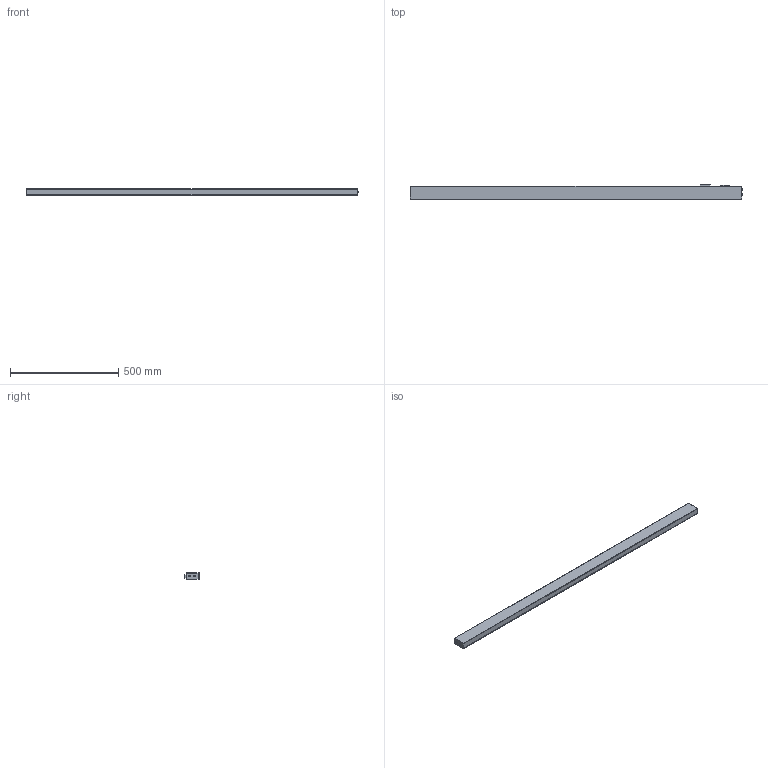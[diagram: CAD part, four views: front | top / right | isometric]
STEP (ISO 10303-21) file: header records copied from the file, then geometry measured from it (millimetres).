
FILE_DESCRIPTION(/* description */ (''),/* implementation_level */ '2;1');
FILE_NAME(/* name */ '147-SLED-3-BG-...-O',/* time_stamp */ '2017-05-24T08:28:03+02:00',/* author */ (''),/* organization */ (''),/* preprocessor_version */ 'ST-DEVELOPER v15.7',/* originating_system */ 'HiCAD 2015 2002.1 Build 408',/* authorisation */ '');
FILE_SCHEMA (('AUTOMOTIVE_DESIGN { 1 0 10303 214 1 1 1 1 }'));
Length unit declared in the file: millimetre
Products named in the file (10): Root; Baugruppe_Balkenleuchte; QUADER_3; Baugruppe_Baugruppe; TRANSLATIONSTEIL_0; TRANSLATIONSTEIL_1; TRANSLATIONSTEIL_2; PRISMA_0; PRISMA_1; QUADER_0
Assembly tree (9 placements, depth 5):
  Root
    Baugruppe_Balkenleuchte
      QUADER_3
      Baugruppe_Baugruppe
        TRANSLATIONSTEIL_0
          TRANSLATIONSTEIL_1
          TRANSLATIONSTEIL_2
          PRISMA_0
          PRISMA_1
      QUADER_0
Bounding box: 1537 x 65.6 x 30 mm (x, y, z)
Volume: 2684548.8 mm3; surface area: 291422.7 mm2
Topology: 12 solids, 12 shells, 176 faces, 389 edges, 258 vertices
Faces by surface type: plane 85, cylinder 72, cone 12, torus 7
Full cylindrical faces by diameter (mm): 1 x5, 2.5 x2, 3 x2, 3.3 x10, 3.6 x2, 4 x10, 8 x2, 9 x4
Entity records: 7838 total; most frequent: DIRECTION 845, CARTESIAN_POINT 741, PRESENTATION_STYLE_ASSIGNMENT 642, OVER_RIDING_STYLED_ITEM 630, COLOUR_RGB 618, DRAUGHTING_PRE_DEFINED_CURVE_FONT 612, CURVE_STYLE 612, ORIENTED_EDGE 612
